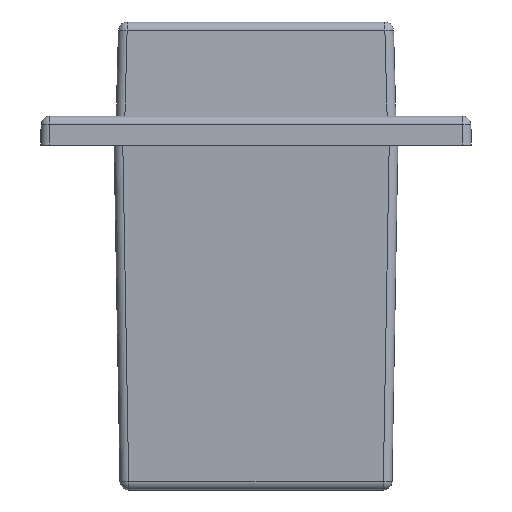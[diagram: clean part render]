
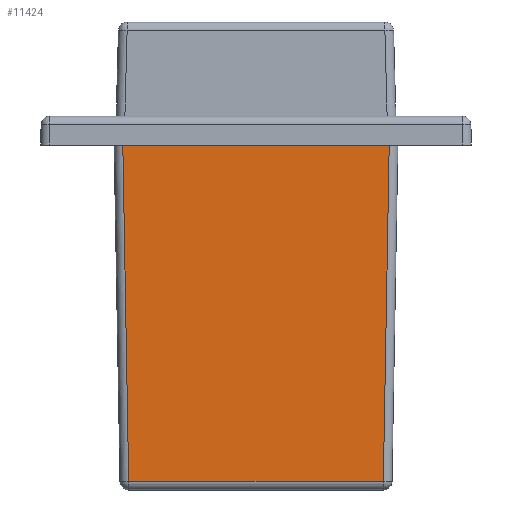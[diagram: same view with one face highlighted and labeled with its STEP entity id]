
A CAD part, left-side view. The second image highlights one B-rep face of the part: STEP entity #11424.
In plain terms, the highlighted face is planar.
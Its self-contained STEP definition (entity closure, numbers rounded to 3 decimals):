
#6140 = LINE ( 'NONE', #93102, #70266 ) ;
#6580 = EDGE_CURVE ( 'NONE', #49521, #25073, #80584, .T. ) ;
#6915 = CARTESIAN_POINT ( 'NONE',  ( 8.551, 11.685, 28.438 ) ) ;
#8014 = ORIENTED_EDGE ( 'NONE', *, *, #93409, .F. ) ;
#8358 = CARTESIAN_POINT ( 'NONE',  ( 8.037, 11.95, -1.031 ) ) ;
#10252 = FACE_OUTER_BOUND ( 'NONE', #62744, .T. ) ;
#11424 = ADVANCED_FACE ( 'NONE', ( #10252 ), #28154, .T. ) ;
#11467 = VECTOR ( 'NONE', #30629, 1000. ) ;
#15366 = LINE ( 'NONE', #6915, #11467 ) ;
#24613 = CARTESIAN_POINT ( 'NONE',  ( 8.037, 11.17, -1.031 ) ) ;
#25073 = VERTEX_POINT ( 'NONE', #24613 ) ;
#26414 = CARTESIAN_POINT ( 'NONE',  ( 8.037, -11.17, -1.031 ) ) ;
#27108 = DIRECTION ( 'NONE',  ( 1., 0., -0.017 ) ) ;
#28154 = PLANE ( 'NONE',  #33904 ) ;
#28278 = DIRECTION ( 'NONE',  ( 0., 1., 0. ) ) ;
#29008 = VERTEX_POINT ( 'NONE', #53597 ) ;
#30629 = DIRECTION ( 'NONE',  ( 0.017, 0.017, 1. ) ) ;
#31727 = VECTOR ( 'NONE', #68846, 1000. ) ;
#33904 = AXIS2_PLACEMENT_3D ( 'NONE', #98286, #27108, #58762 ) ;
#34550 = VERTEX_POINT ( 'NONE', #46209 ) ;
#44606 = CARTESIAN_POINT ( 'NONE',  ( 8.048, -11.181, -0.404 ) ) ;
#46209 = CARTESIAN_POINT ( 'NONE',  ( 8.551, -11.684, 28.425 ) ) ;
#49521 = VERTEX_POINT ( 'NONE', #26414 ) ;
#53597 = CARTESIAN_POINT ( 'NONE',  ( 8.551, 11.684, 28.425 ) ) ;
#58762 = DIRECTION ( 'NONE',  ( -0.017, 0., -1. ) ) ;
#62744 = EDGE_LOOP ( 'NONE', ( #8014, #86624, #96942, #94557 ) ) ;
#66339 = DIRECTION ( 'NONE',  ( 0., 1., 0. ) ) ;
#68846 = DIRECTION ( 'NONE',  ( -0.017, 0.017, -1. ) ) ;
#70266 = VECTOR ( 'NONE', #28278, 1000. ) ;
#77480 = EDGE_CURVE ( 'NONE', #34550, #49521, #84121, .T. ) ;
#78195 = EDGE_CURVE ( 'NONE', #25073, #29008, #15366, .T. ) ;
#80584 = LINE ( 'NONE', #8358, #81180 ) ;
#81180 = VECTOR ( 'NONE', #66339, 1000. ) ;
#84121 = LINE ( 'NONE', #44606, #31727 ) ;
#86624 = ORIENTED_EDGE ( 'NONE', *, *, #77480, .T. ) ;
#93102 = CARTESIAN_POINT ( 'NONE',  ( 8.551, 11.95, 28.425 ) ) ;
#93409 = EDGE_CURVE ( '??35', #34550, #29008, #6140, .T. ) ;
#94557 = ORIENTED_EDGE ( 'NONE', *, *, #78195, .T. ) ;
#96942 = ORIENTED_EDGE ( 'NONE', *, *, #6580, .T. ) ;
#98286 = CARTESIAN_POINT ( 'NONE',  ( 8.055, 11.95, 0. ) ) ;
